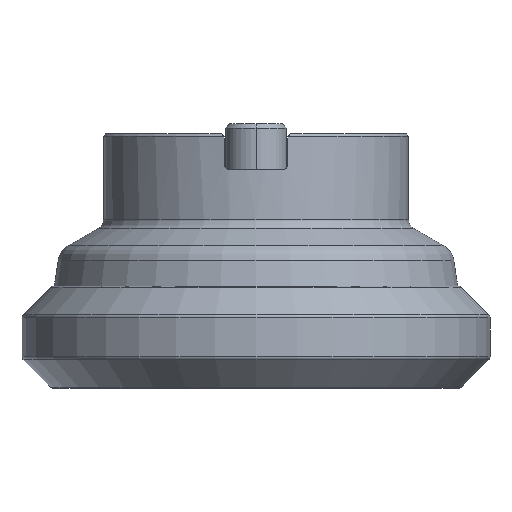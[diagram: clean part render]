
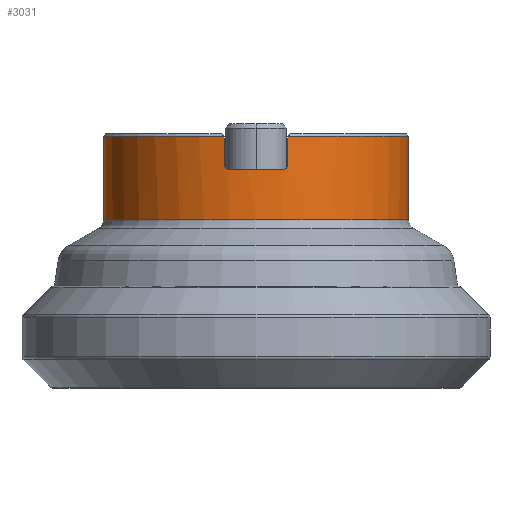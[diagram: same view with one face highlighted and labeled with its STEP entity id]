
A CAD part, left-side view. The second image highlights one B-rep face of the part: STEP entity #3031.
In plain terms, the highlighted cylindrical face has radius 30 mm (diameter 60 mm), a partial arc.
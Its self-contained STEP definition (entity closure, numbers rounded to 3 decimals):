
#594=CARTESIAN_POINT('',(-29.331,6.3,-0.5));
#595=CARTESIAN_POINT('',(-29.338,6.267,
-0.533));
#596=CARTESIAN_POINT('',(-29.345,6.233,
-0.567));
#597=CARTESIAN_POINT('',(-29.352,6.2,-0.6));
#602=DIRECTION('',(0.,0.,1.));
#603=VECTOR('',#602,5.4);
#604=CARTESIAN_POINT('',(-29.352,6.2,-6.));
#605=LINE('',#604,#603);
#609=CARTESIAN_POINT('',(-29.546,5.2,-7.));
#610=CARTESIAN_POINT('',(-29.54,5.231,-7.));
#611=CARTESIAN_POINT('',(-29.529,5.293,-6.997));
#612=CARTESIAN_POINT('',(-29.513,5.386,-6.984));
#613=CARTESIAN_POINT('',(-29.496,5.477,-6.962));
#614=CARTESIAN_POINT('',(-29.479,5.565,-6.932));
#615=CARTESIAN_POINT('',(-29.463,5.65,-6.895));
#616=CARTESIAN_POINT('',(-29.447,5.732,-6.849));
#617=CARTESIAN_POINT('',(-29.432,5.808,-6.796));
#618=CARTESIAN_POINT('',(-29.418,5.879,-6.736));
#619=CARTESIAN_POINT('',(-29.405,5.944,-6.67));
#620=CARTESIAN_POINT('',(-29.393,6.003,-6.599));
#621=CARTESIAN_POINT('',(-29.383,6.054,-6.522));
#622=CARTESIAN_POINT('',(-29.374,6.099,-6.442));
#623=CARTESIAN_POINT('',(-29.366,6.135,-6.358));
#624=CARTESIAN_POINT('',(-29.36,6.164,-6.271));
#625=CARTESIAN_POINT('',(-29.356,6.185,-6.182));
#626=CARTESIAN_POINT('',(-29.353,6.197,-6.091));
#627=CARTESIAN_POINT('',(-29.352,6.2,-6.03));
#628=CARTESIAN_POINT('',(-29.352,6.2,-6.));
#633=CARTESIAN_POINT('',(0.,0.,-7.));
#634=DIRECTION('',(0.,0.,1.));
#635=DIRECTION('',(-0.985,0.173,0.));
#636=AXIS2_PLACEMENT_3D('',#633,#634,#635);
#641=CARTESIAN_POINT('',(-29.352,-6.2,-6.));
#642=CARTESIAN_POINT('',(-29.352,-6.2,-6.03));
#643=CARTESIAN_POINT('',(-29.353,-6.197,
-6.091));
#644=CARTESIAN_POINT('',(-29.356,-6.185,
-6.182));
#645=CARTESIAN_POINT('',(-29.36,-6.164,
-6.271));
#646=CARTESIAN_POINT('',(-29.366,-6.135,
-6.358));
#647=CARTESIAN_POINT('',(-29.374,-6.099,
-6.442));
#648=CARTESIAN_POINT('',(-29.383,-6.054,
-6.522));
#649=CARTESIAN_POINT('',(-29.393,-6.003,
-6.599));
#650=CARTESIAN_POINT('',(-29.405,-5.944,
-6.67));
#651=CARTESIAN_POINT('',(-29.418,-5.879,
-6.736));
#652=CARTESIAN_POINT('',(-29.432,-5.808,
-6.796));
#653=CARTESIAN_POINT('',(-29.447,-5.732,
-6.849));
#654=CARTESIAN_POINT('',(-29.463,-5.65,
-6.895));
#655=CARTESIAN_POINT('',(-29.479,-5.565,
-6.932));
#656=CARTESIAN_POINT('',(-29.496,-5.477,
-6.962));
#657=CARTESIAN_POINT('',(-29.513,-5.386,
-6.984));
#658=CARTESIAN_POINT('',(-29.529,-5.293,
-6.997));
#659=CARTESIAN_POINT('',(-29.54,-5.231,-7.));
#660=CARTESIAN_POINT('',(-29.546,-5.2,-7.));
#665=DIRECTION('',(0.,0.,1.));
#666=VECTOR('',#665,5.4);
#667=CARTESIAN_POINT('',(-29.352,-6.2,-6.));
#668=LINE('',#667,#666);
#672=CARTESIAN_POINT('',(-29.352,-6.2,-0.6));
#673=CARTESIAN_POINT('',(-29.345,-6.233,
-0.567));
#674=CARTESIAN_POINT('',(-29.338,-6.267,
-0.533));
#675=CARTESIAN_POINT('',(-29.331,-6.3,-0.5));
#680=CARTESIAN_POINT('',(0.,0.,-0.5));
#681=DIRECTION('',(0.,0.,1.));
#682=DIRECTION('',(-0.978,-0.21,0.));
#683=AXIS2_PLACEMENT_3D('',#680,#681,#682);
#688=CARTESIAN_POINT('',(0.,0.,-16.845));
#689=DIRECTION('',(0.,0.,-1.));
#690=DIRECTION('',(0.,-1.,0.));
#691=AXIS2_PLACEMENT_3D('',#688,#689,#690);
#696=CARTESIAN_POINT('',(0.,0.,-0.5));
#697=DIRECTION('',(0.,0.,1.));
#698=DIRECTION('',(0.,1.,0.));
#699=AXIS2_PLACEMENT_3D('',#696,#697,#698);
#1214=DIRECTION('',(0.,0.,-1.));
#1215=VECTOR('',#1214,16.345);
#1216=CARTESIAN_POINT('',(0.,30.,-0.5));
#1217=LINE('',#1216,#1215);
#1229=DIRECTION('',(0.,0.,-1.));
#1230=VECTOR('',#1229,16.345);
#1231=CARTESIAN_POINT('',(0.,-30.,-0.5));
#1232=LINE('',#1231,#1230);
#2142=CARTESIAN_POINT('',(-29.352,6.2,-6.));
#2144=VERTEX_POINT('',#2142);
#2150=CARTESIAN_POINT('',(-29.546,5.2,-7.));
#2152=VERTEX_POINT('',#2150);
#2158=CARTESIAN_POINT('',(-29.546,-5.2,-7.));
#2160=VERTEX_POINT('',#2158);
#2166=CARTESIAN_POINT('',(-29.352,-6.2,-6.));
#2168=VERTEX_POINT('',#2166);
#2174=CARTESIAN_POINT('',(-29.352,-6.2,-0.6));
#2176=VERTEX_POINT('',#2174);
#2182=CARTESIAN_POINT('',(-29.352,6.2,-0.6));
#2184=VERTEX_POINT('',#2182);
#2190=VERTEX_POINT('',#594);
#2191=VERTEX_POINT('',#675);
#2206=CARTESIAN_POINT('',(0.,30.,-0.5));
#2207=VERTEX_POINT('',#2206);
#2208=CARTESIAN_POINT('',(0.,-30.,-0.5));
#2209=VERTEX_POINT('',#2208);
#2234=CARTESIAN_POINT('',(0.,-30.,-16.845));
#2235=CARTESIAN_POINT('',(0.,30.,-16.845));
#2236=VERTEX_POINT('',#2234);
#2237=VERTEX_POINT('',#2235);
#3001=CARTESIAN_POINT('',(0.,0.,-51.03));
#3002=DIRECTION('',(0.,0.,1.));
#3003=DIRECTION('',(0.,-1.,0.));
#3004=AXIS2_PLACEMENT_3D('',#3001,#3002,#3003);
#3005=CYLINDRICAL_SURFACE('',#3004,30.);
#3007=ORIENTED_EDGE('',*,*,#3006,.T.);
#3009=ORIENTED_EDGE('',*,*,#3008,.F.);
#3011=ORIENTED_EDGE('',*,*,#3010,.F.);
#3013=ORIENTED_EDGE('',*,*,#3012,.T.);
#3015=ORIENTED_EDGE('',*,*,#3014,.F.);
#3017=ORIENTED_EDGE('',*,*,#3016,.T.);
#3019=ORIENTED_EDGE('',*,*,#3018,.T.);
#3021=ORIENTED_EDGE('',*,*,#3020,.T.);
#3023=ORIENTED_EDGE('',*,*,#3022,.T.);
#3024=ORIENTED_EDGE('',*,*,#2991,.T.);
#3026=ORIENTED_EDGE('',*,*,#3025,.F.);
#3028=ORIENTED_EDGE('',*,*,#3027,.T.);
#3029=EDGE_LOOP('',(#3007,#3009,#3011,#3013,#3015,#3017,#3019,#3021,#3023,#3024,
#3026,#3028));
#3030=FACE_OUTER_BOUND('',#3029,.F.);
#598=B_SPLINE_CURVE_WITH_KNOTS('',3,(#594,#595,#596,#597),.UNSPECIFIED.,.F.,.F.,
(4,4),(0.,1.),.UNSPECIFIED.);
#629=B_SPLINE_CURVE_WITH_KNOTS('',3,(#609,#610,#611,#612,#613,#614,#615,#616,
#617,#618,#619,#620,#621,#622,#623,#624,#625,#626,#627,#628),.UNSPECIFIED.,.F.,
.F.,(4,1,1,1,1,1,1,1,1,1,1,1,1,1,1,1,1,4),(0.,0.059,
0.118,0.176,0.235,0.294,
0.353,0.412,0.471,0.529,
0.588,0.647,0.706,0.765,
0.824,0.882,0.941,1.),.UNSPECIFIED.);
#637=CIRCLE('',#636,30.);
#661=B_SPLINE_CURVE_WITH_KNOTS('',3,(#641,#642,#643,#644,#645,#646,#647,#648,
#649,#650,#651,#652,#653,#654,#655,#656,#657,#658,#659,#660),.UNSPECIFIED.,.F.,
.F.,(4,1,1,1,1,1,1,1,1,1,1,1,1,1,1,1,1,4),(0.,0.059,
0.118,0.176,0.235,0.294,
0.353,0.412,0.471,0.529,
0.588,0.647,0.706,0.765,
0.824,0.882,0.941,1.),.UNSPECIFIED.);
#676=B_SPLINE_CURVE_WITH_KNOTS('',3,(#672,#673,#674,#675),.UNSPECIFIED.,.F.,.F.,
(4,4),(0.,1.),.UNSPECIFIED.);
#684=CIRCLE('',#683,30.);
#692=CIRCLE('',#691,30.);
#700=CIRCLE('',#699,30.);
#2991=EDGE_CURVE('',#2236,#2237,#692,.T.);
#3006=EDGE_CURVE('',#2190,#2184,#598,.T.);
#3008=EDGE_CURVE('',#2144,#2184,#605,.T.);
#3010=EDGE_CURVE('',#2152,#2144,#629,.T.);
#3012=EDGE_CURVE('',#2152,#2160,#637,.T.);
#3014=EDGE_CURVE('',#2168,#2160,#661,.T.);
#3016=EDGE_CURVE('',#2168,#2176,#668,.T.);
#3018=EDGE_CURVE('',#2176,#2191,#676,.T.);
#3020=EDGE_CURVE('',#2191,#2209,#684,.T.);
#3022=EDGE_CURVE('',#2209,#2236,#1232,.T.);
#3025=EDGE_CURVE('',#2207,#2237,#1217,.T.);
#3027=EDGE_CURVE('',#2207,#2190,#700,.T.);
#3031=ADVANCED_FACE('',(#3030),#3005,.T.);
